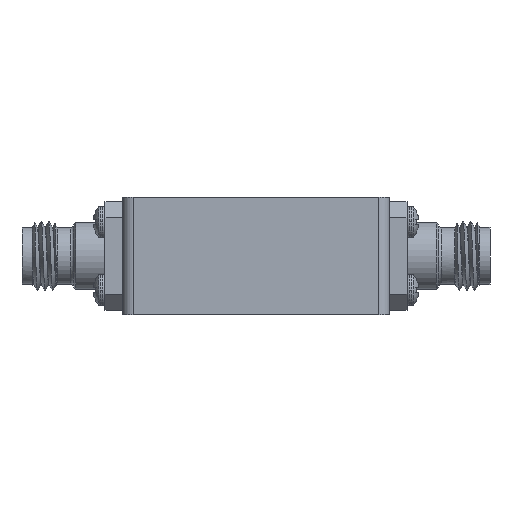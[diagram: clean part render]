
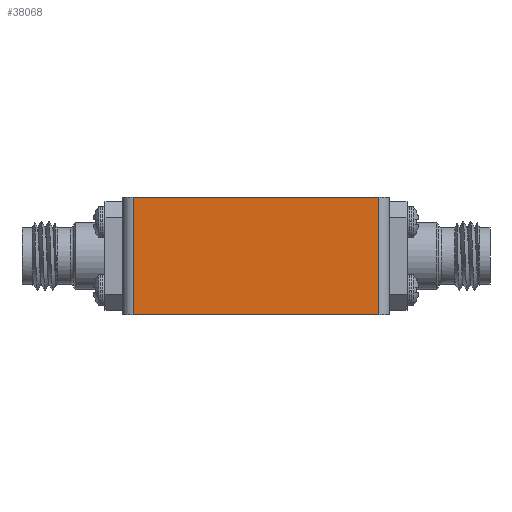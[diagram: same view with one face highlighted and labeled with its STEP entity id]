
A CAD part, left-side view. The second image highlights one B-rep face of the part: STEP entity #38068.
In plain terms, the highlighted planar face has unit normal (-1, 0, 0).
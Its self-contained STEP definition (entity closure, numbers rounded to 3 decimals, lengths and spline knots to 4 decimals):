
#3790 = LINE ( 'NONE', #9424, #19407 ) ;
#4195 = DIRECTION ( 'NONE',  ( 0., 0., -1. ) ) ;
#9424 = CARTESIAN_POINT ( 'NONE',  ( -1.38, -0.49, 0. ) ) ;
#9945 = EDGE_CURVE ( 'NONE', #73742, #22867, #43217, .T. ) ;
#11633 = DIRECTION ( 'NONE',  ( 0., 0., -1. ) ) ;
#14182 = VECTOR ( 'NONE', #4195, 39.3701 ) ;
#17567 = EDGE_CURVE ( 'NONE', #39271, #60868, #3790, .T. ) ;
#19407 = VECTOR ( 'NONE', #52758, 39.3701 ) ;
#22867 = VERTEX_POINT ( 'NONE', #62020 ) ;
#23046 = CARTESIAN_POINT ( 'NONE',  ( -1.38, 0.4506, 0.4331 ) ) ;
#27639 = EDGE_CURVE ( 'NONE', #60868, #22867, #62208, .T. ) ;
#30709 = CARTESIAN_POINT ( 'NONE',  ( -1.38, -0.49, 0.4331 ) ) ;
#32455 = DIRECTION ( 'NONE',  ( 0., 0., 1. ) ) ;
#32474 = VECTOR ( 'NONE', #33175, 39.3701 ) ;
#33175 = DIRECTION ( 'NONE',  ( 0., -1., 0. ) ) ;
#34846 = FACE_OUTER_BOUND ( 'NONE', #67543, .T. ) ;
#37599 = AXIS2_PLACEMENT_3D ( 'NONE', #30709, #74331, #11633 ) ;
#38068 = ADVANCED_FACE ( 'NONE', ( #34846 ), #61998, .F. ) ;
#39271 = VERTEX_POINT ( 'NONE', #61917 ) ;
#39744 = ORIENTED_EDGE ( 'NONE', *, *, #54040, .T. ) ;
#43217 = LINE ( 'NONE', #45189, #32474 ) ;
#45189 = CARTESIAN_POINT ( 'NONE',  ( -1.38, -0.49, 0.4331 ) ) ;
#48976 = ORIENTED_EDGE ( 'NONE', *, *, #17567, .T. ) ;
#49261 = LINE ( 'NONE', #23046, #14182 ) ;
#51497 = CARTESIAN_POINT ( 'NONE',  ( -1.38, -0.4506, 0.4331 ) ) ;
#52758 = DIRECTION ( 'NONE',  ( 0., -1., 0. ) ) ;
#54040 = EDGE_CURVE ( 'NONE', #73742, #39271, #49261, .T. ) ;
#56454 = CARTESIAN_POINT ( 'NONE',  ( -1.38, -0.4506, 0. ) ) ;
#59780 = ORIENTED_EDGE ( 'NONE', *, *, #9945, .F. ) ;
#60868 = VERTEX_POINT ( 'NONE', #56454 ) ;
#61917 = CARTESIAN_POINT ( 'NONE',  ( -1.38, 0.4506, 0. ) ) ;
#61998 = PLANE ( 'NONE',  #37599 ) ;
#62020 = CARTESIAN_POINT ( 'NONE',  ( -1.38, -0.4506, 0.4331 ) ) ;
#62208 = LINE ( 'NONE', #51497, #69037 ) ;
#67370 = ORIENTED_EDGE ( 'NONE', *, *, #27639, .T. ) ;
#67543 = EDGE_LOOP ( 'NONE', ( #59780, #39744, #48976, #67370 ) ) ;
#69037 = VECTOR ( 'NONE', #32455, 39.3701 ) ;
#73742 = VERTEX_POINT ( 'NONE', #74258 ) ;
#74258 = CARTESIAN_POINT ( 'NONE',  ( -1.38, 0.4506, 0.4331 ) ) ;
#74331 = DIRECTION ( 'NONE',  ( 1., 0., 0. ) ) ;
